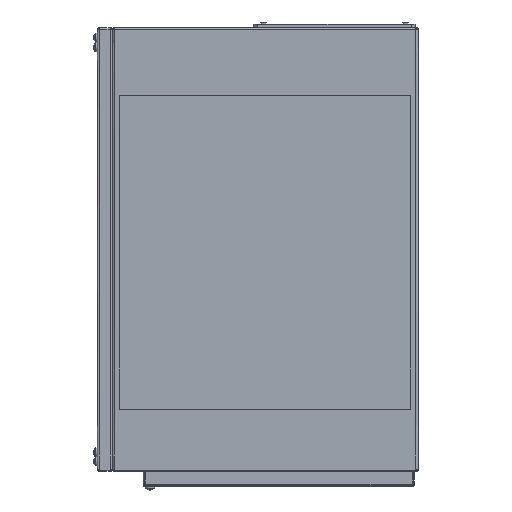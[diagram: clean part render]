
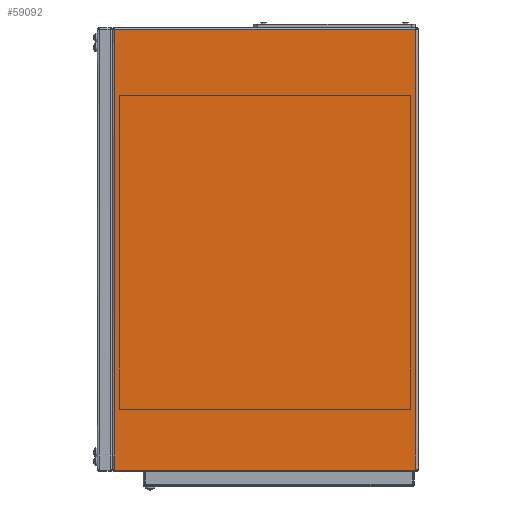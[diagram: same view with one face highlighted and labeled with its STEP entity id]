
A CAD part, left-side view. The second image highlights one B-rep face of the part: STEP entity #59092.
In plain terms, the highlighted planar face has unit normal (-1, 0, 0).
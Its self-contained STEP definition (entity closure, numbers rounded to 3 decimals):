
#1907 = CARTESIAN_POINT ( 'NONE',  ( -187.5, 395.5, -288.359 ) ) ;
#2126 = CARTESIAN_POINT ( 'NONE',  ( -187.5, 0., 0. ) ) ;
#2609 = CARTESIAN_POINT ( 'NONE',  ( -187.5, 1.5, -192.239 ) ) ;
#2822 = AXIS2_PLACEMENT_3D ( 'NONE', #2126, #66325, #37324 ) ;
#7287 = CARTESIAN_POINT ( 'NONE',  ( -187.5, 1.5, -288.359 ) ) ;
#7396 = VERTEX_POINT ( 'NONE', #7287 ) ;
#8453 = CARTESIAN_POINT ( 'NONE',  ( -187.5, 1.5, 96.12 ) ) ;
#13024 = CARTESIAN_POINT ( 'NONE',  ( -187.5, 395.5, -96.12 ) ) ;
#13809 = PLANE ( 'NONE',  #2822 ) ;
#14550 = CARTESIAN_POINT ( 'NONE',  ( -187.5, 1.5, -48.06 ) ) ;
#14736 = ORIENTED_EDGE ( 'NONE', *, *, #34993, .F. ) ;
#15057 = CARTESIAN_POINT ( 'NONE',  ( -187.5, 1.5, 288.359 ) ) ;
#16150 = B_SPLINE_CURVE_WITH_KNOTS ( 'NONE', 3,
 ( #36529, #30391, #13024, #30630 ),
 .UNSPECIFIED., .F., .F.,
 ( 4, 4 ),
 ( 0., 1. ),
 .UNSPECIFIED. ) ;
#17009 = EDGE_CURVE ( 'NONE', #70297, #69498, #16150, .T. ) ;
#21899 = DIRECTION ( 'NONE',  ( 0., 1., 0. ) ) ;
#23065 = B_SPLINE_CURVE_WITH_KNOTS ( 'NONE', 3,
 ( #15057, #37561, #50025, #8453, #49281, #14550, #72985, #2609, #67595, #55879 ),
 .UNSPECIFIED., .F., .F.,
 ( 4, 2, 2, 2, 4 ),
 ( 0., 0.25, 0.5, 0.75, 1. ),
 .UNSPECIFIED. ) ;
#26615 = DIRECTION ( 'NONE',  ( 0., 1., 0. ) ) ;
#28090 = EDGE_CURVE ( 'NONE', #69647, #70297, #66585, .T. ) ;
#29192 = EDGE_CURVE ( 'NONE', #7396, #69498, #54406, .T. ) ;
#29416 = ORIENTED_EDGE ( 'NONE', *, *, #17009, .T. ) ;
#30391 = CARTESIAN_POINT ( 'NONE',  ( -187.5, 395.5, 96.12 ) ) ;
#30630 = CARTESIAN_POINT ( 'NONE',  ( -187.5, 395.5, -288.359 ) ) ;
#34993 = EDGE_CURVE ( 'NONE', #69647, #7396, #23065, .T. ) ;
#35658 = ORIENTED_EDGE ( 'NONE', *, *, #29192, .F. ) ;
#36529 = CARTESIAN_POINT ( 'NONE',  ( -187.5, 395.5, 288.359 ) ) ;
#37324 = DIRECTION ( 'NONE',  ( 0., 1., 0. ) ) ;
#37561 = CARTESIAN_POINT ( 'NONE',  ( -187.499, 1.501, 240.299 ) ) ;
#39857 = VECTOR ( 'NONE', #21899, 1000. ) ;
#49281 = CARTESIAN_POINT ( 'NONE',  ( -187.5, 1.5, 48.06 ) ) ;
#50025 = CARTESIAN_POINT ( 'NONE',  ( -187.5, 1.5, 192.239 ) ) ;
#51143 = EDGE_LOOP ( 'NONE', ( #29416, #35658, #14736, #62999 ) ) ;
#54406 = LINE ( 'NONE', #68246, #39857 ) ;
#55879 = CARTESIAN_POINT ( 'NONE',  ( -187.5, 1.5, -288.359 ) ) ;
#56177 = CARTESIAN_POINT ( 'NONE',  ( -187.5, 0., 288.359 ) ) ;
#57452 = CARTESIAN_POINT ( 'NONE',  ( -187.5, 1.5, 288.359 ) ) ;
#57611 = FACE_OUTER_BOUND ( 'NONE', #51143, .T. ) ;
#59092 = ADVANCED_FACE ( 'NONE', ( #57611 ), #13809, .F. ) ;
#61144 = VECTOR ( 'NONE', #26615, 1000. ) ;
#62999 = ORIENTED_EDGE ( 'NONE', *, *, #28090, .T. ) ;
#66325 = DIRECTION ( 'NONE',  ( 1., 0., 0. ) ) ;
#66585 = LINE ( 'NONE', #56177, #61144 ) ;
#67595 = CARTESIAN_POINT ( 'NONE',  ( -187.499, 1.501, -240.299 ) ) ;
#68246 = CARTESIAN_POINT ( 'NONE',  ( -187.5, 0., -288.359 ) ) ;
#69498 = VERTEX_POINT ( 'NONE', #1907 ) ;
#69647 = VERTEX_POINT ( 'NONE', #57452 ) ;
#70297 = VERTEX_POINT ( 'NONE', #73247 ) ;
#72985 = CARTESIAN_POINT ( 'NONE',  ( -187.5, 1.5, -96.12 ) ) ;
#73247 = CARTESIAN_POINT ( 'NONE',  ( -187.5, 395.5, 288.359 ) ) ;
